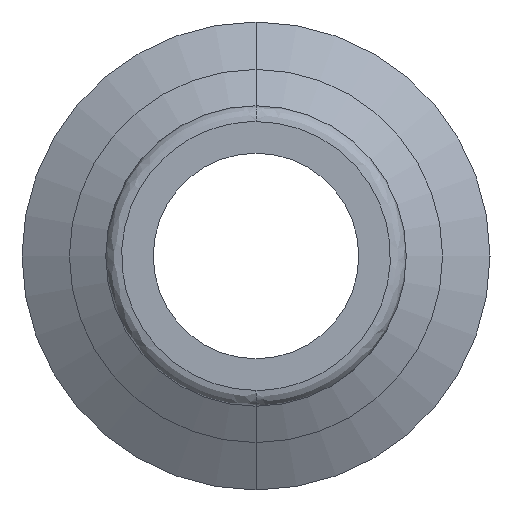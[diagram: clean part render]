
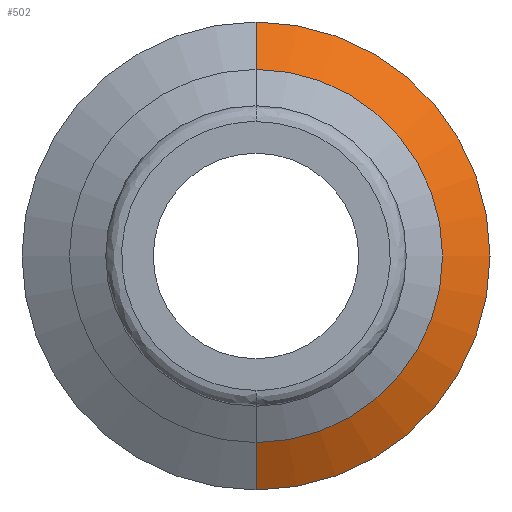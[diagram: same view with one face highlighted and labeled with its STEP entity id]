
A CAD part, front view. The second image highlights one B-rep face of the part: STEP entity #502.
In plain terms, the highlighted conical face has half-angle 60 degrees and reference radius 7.4 mm.
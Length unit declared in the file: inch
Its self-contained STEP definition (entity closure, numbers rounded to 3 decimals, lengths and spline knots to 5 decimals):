
#5 = VERTEX_POINT ( 'NONE', #753 ) ;
#67 = VERTEX_POINT ( 'NONE', #290 ) ;
#70 = ORIENTED_EDGE ( 'NONE', *, *, #1122, .F. ) ;
#76 = DIRECTION ( 'NONE',  ( 1., 0., 0. ) ) ;
#92 = CARTESIAN_POINT ( 'NONE',  ( 0., 1.12992, 0.29134 ) ) ;
#93 = DIRECTION ( 'NONE',  ( 0., -1., 0. ) ) ;
#165 = CARTESIAN_POINT ( 'NONE',  ( 0., 1.12992, -0.29134 ) ) ;
#172 = DIRECTION ( 'NONE',  ( 0., 1., 0. ) ) ;
#226 = LINE ( 'NONE', #1148, #237 ) ;
#230 = DIRECTION ( 'NONE',  ( 0., 0., 1. ) ) ;
#233 = CARTESIAN_POINT ( 'NONE',  ( 0., 1.12992, 0. ) ) ;
#237 = VECTOR ( 'NONE', #992, 39.37008 ) ;
#262 = AXIS2_PLACEMENT_3D ( 'NONE', #233, #172, #230 ) ;
#290 = CARTESIAN_POINT ( 'NONE',  ( 0., 1.09583, -0.23228 ) ) ;
#355 = VERTEX_POINT ( 'NONE', #517 ) ;
#397 = VECTOR ( 'NONE', #824, 39.37008 ) ;
#400 = LINE ( 'NONE', #165, #397 ) ;
#494 = CIRCLE ( 'NONE', #764, 0.29134 ) ;
#502 = ADVANCED_FACE ( 'NONE', ( #759 ), #734, .T. ) ;
#517 = CARTESIAN_POINT ( 'NONE',  ( 0., 1.09583, 0.23228 ) ) ;
#518 = AXIS2_PLACEMENT_3D ( 'NONE', #780, #775, #609 ) ;
#523 = VERTEX_POINT ( 'NONE', #92 ) ;
#529 = ORIENTED_EDGE ( 'NONE', *, *, #825, .T. ) ;
#546 = CIRCLE ( 'NONE', #518, 0.23228 ) ;
#609 = DIRECTION ( 'NONE',  ( 0., 0., -1. ) ) ;
#691 = CARTESIAN_POINT ( 'NONE',  ( 0., 1.12992, 0. ) ) ;
#734 = CONICAL_SURFACE ( 'NONE', #262, 0.29134, 1.047 ) ;
#753 = CARTESIAN_POINT ( 'NONE',  ( 0., 1.12992, -0.29134 ) ) ;
#759 = FACE_OUTER_BOUND ( 'NONE', #798, .T. ) ;
#764 = AXIS2_PLACEMENT_3D ( 'NONE', #691, #93, #76 ) ;
#775 = DIRECTION ( 'NONE',  ( 0., -1., 0. ) ) ;
#780 = CARTESIAN_POINT ( 'NONE',  ( 0., 1.09583, 0. ) ) ;
#798 = EDGE_LOOP ( 'NONE', ( #1120, #1049, #529, #70 ) ) ;
#813 = EDGE_CURVE ( 'NONE', #67, #355, #546, .T. ) ;
#824 = DIRECTION ( 'NONE',  ( 0., 0.5, -0.866 ) ) ;
#825 = EDGE_CURVE ( 'NONE', #5, #523, #494, .T. ) ;
#928 = EDGE_CURVE ( 'NONE', #67, #5, #400, .T. ) ;
#992 = DIRECTION ( 'NONE',  ( 0., 0.5, 0.866 ) ) ;
#1049 = ORIENTED_EDGE ( 'NONE', *, *, #928, .T. ) ;
#1120 = ORIENTED_EDGE ( 'NONE', *, *, #813, .F. ) ;
#1122 = EDGE_CURVE ( 'NONE', #355, #523, #226, .T. ) ;
#1148 = CARTESIAN_POINT ( 'NONE',  ( 0., 1.12992, 0.29134 ) ) ;
